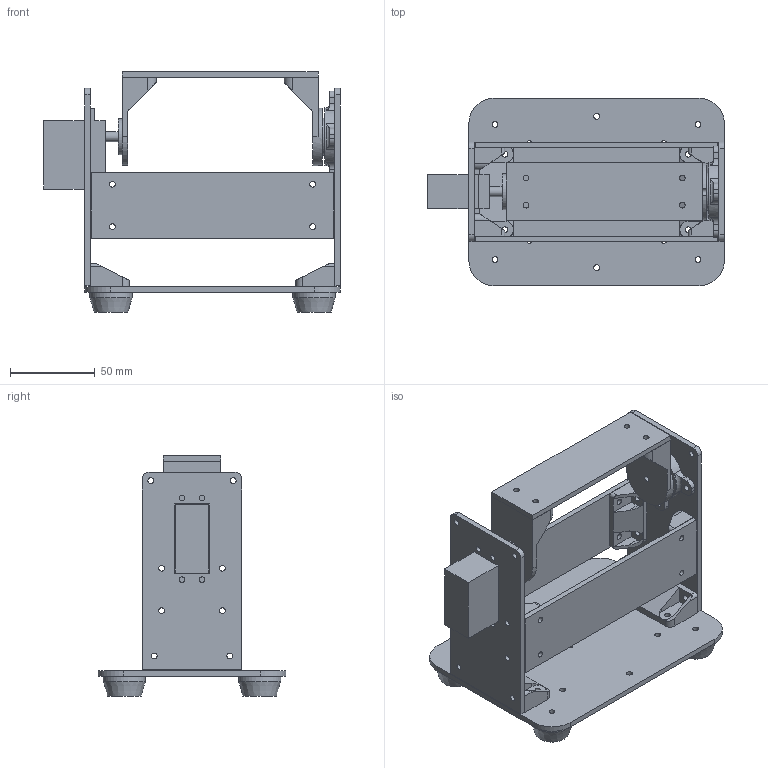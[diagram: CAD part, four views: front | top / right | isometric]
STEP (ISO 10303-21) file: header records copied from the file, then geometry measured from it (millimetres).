
FILE_DESCRIPTION(/* description */ (''),/* implementation_level */ '2;1');
FILE_NAME(/* name */ 'Pan Mechanism v57.step',/* time_stamp */ '2022-06-20T22:43:24-04:00',/* author */ (''),/* organization */ (''),/* preprocessor_version */ 'ST-DEVELOPER v18.1',/* originating_system */ 'Autodesk Translation Framework v10.13.0.1454',/* authorisation */ '');
FILE_SCHEMA (('AUTOMOTIVE_DESIGN { 1 0 10303 214 3 1 1 }'));
Length unit declared in the file: millimetre
Products named in the file (25): Pan Mechanism; servo - pan; Servo; servo L; servo plate; servo horn; bearing plate; bearing block; Inner Bearing 4 Points; Inner; ABEC9 v3; 94459A130; bearing horn; mounting plate; angle bracket; end stop plate; angle bracket(Mirror); angle plate; base; feet; angle plate(Mirror); angle bracket(Mirror) (1); angle bracket(Mirror)(Mirror); end stop plate(Mirror); fasteners todo
Assembly tree (24 placements, depth 4):
  Pan Mechanism
    servo - pan
      Servo
        servo L
    servo plate
    servo horn
    bearing plate
    bearing block
      Inner Bearing 4 Points
        Inner
        ABEC9 v3
        94459A130
    bearing horn
    mounting plate
    angle bracket
    end stop plate
    angle bracket(Mirror)
    angle plate
    base
      feet
    angle plate(Mirror)
    angle bracket(Mirror) (1)
    angle bracket(Mirror)(Mirror)
    end stop plate(Mirror)
    fasteners todo
Bounding box: 175.35 x 111 x 142.07 mm (x, y, z)
Volume: 258148.8 mm3; surface area: 152823.8 mm2
Topology: 24 solids, 24 shells, 651 faces, 1687 edges, 1098 vertices
Faces by surface type: cylinder 262, plane 232, cone 102, bspline 51, torus 4
Full cylindrical faces by diameter (mm): 3 x6, 3.4 x92, 3.422 x2, 3.9 x1, 4.039 x1, 4.4 x4, 5.8 x1, 7 x2, 7.96 x1, 8.16 x1, 10 x4, 10.26 x2, 19.75 x2, 21.3 x1, 22.05 x1, 22.45 x1, 24.05 x1, 25 x4, 34.05 x1
Entity records: 28430 total; most frequent: CARTESIAN_POINT 11582, DIRECTION 3395, ORIENTED_EDGE 3374, EDGE_CURVE 1687, AXIS2_PLACEMENT_3D 1379, VERTEX_POINT 1098, EDGE_LOOP 871, CIRCLE 674
